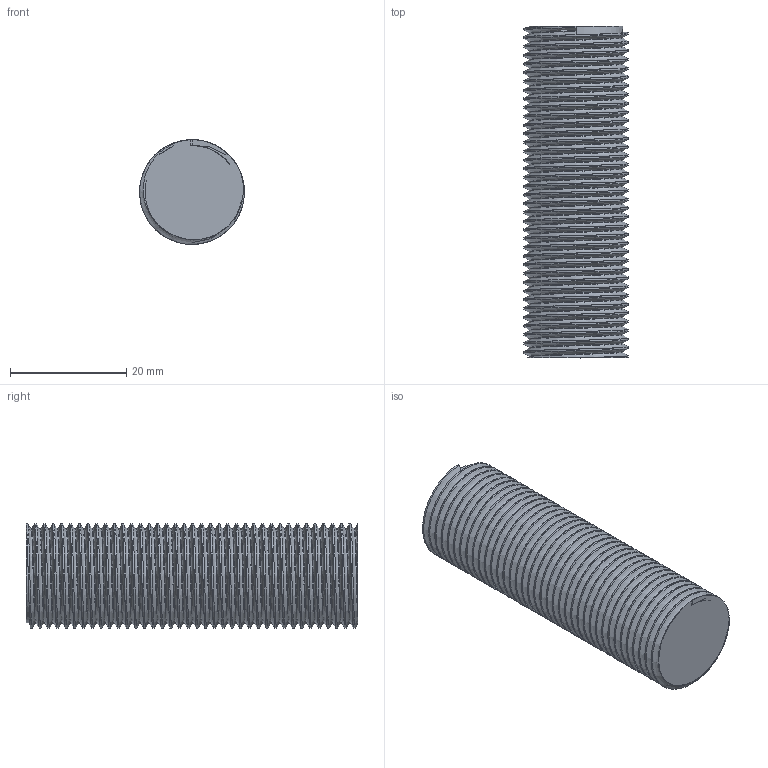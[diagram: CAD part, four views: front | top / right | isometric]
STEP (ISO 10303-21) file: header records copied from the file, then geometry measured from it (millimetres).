
FILE_DESCRIPTION (( 'STEP AP214' ), '1' );
FILE_NAME ('MS2-Red ABS Actuator.STEP', '2010-06-02T15:52:16', ( ' ' ), ( ' ' ), 'SwSTEP 2.0', 'SolidWorks 2004231', '' );
FILE_SCHEMA (( 'AUTOMOTIVE_DESIGN' ));
Length unit declared in the file: millimetre
Products named in the file (1): MS2-Red ABS Actuator
Bounding box: 18 x 57 x 18 mm (x, y, z)
Volume: 13173 mm3; surface area: 9639.7 mm2
Topology: 1 solids, 1 shells, 235 faces, 695 edges, 462 vertices
Faces by surface type: cylinder 228, bspline 4, plane 3
Entity records: 20416 total; most frequent: CARTESIAN_POINT 15491, ORIENTED_EDGE 1390, DIRECTION 706, EDGE_CURVE 695, VERTEX_POINT 462, AXIS2_PLACEMENT_3D 237, ADVANCED_FACE 235, EDGE_LOOP 235
